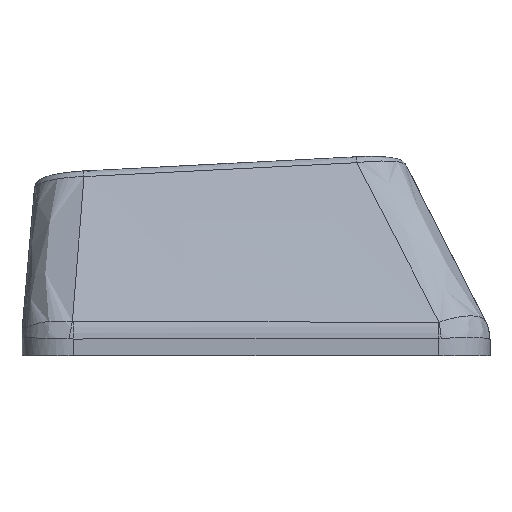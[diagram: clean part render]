
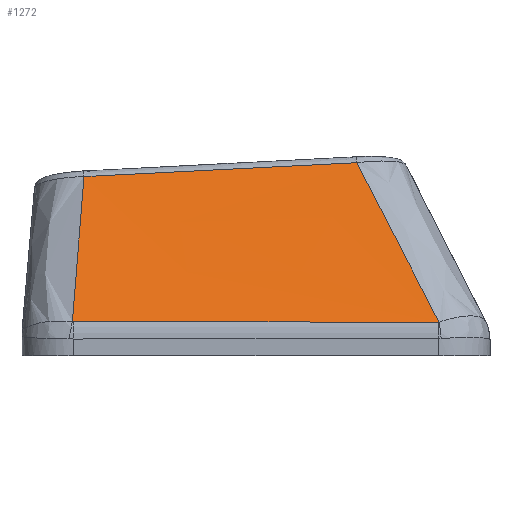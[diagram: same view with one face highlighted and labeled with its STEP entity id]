
A CAD part, left-side view. The second image highlights one B-rep face of the part: STEP entity #1272.
In plain terms, the highlighted free-form (B-spline) face has degree [3, 3] with [4, 4] control points.
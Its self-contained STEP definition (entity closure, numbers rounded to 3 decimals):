
#113=B_SPLINE_SURFACE_WITH_KNOTS('',3,3,((#2604,#2605,#2606,#2607),(#2608,
#2609,#2610,#2611),(#2612,#2613,#2614,#2615),(#2616,#2617,#2618,#2619)),
 .UNSPECIFIED.,.F.,.F.,.F.,(4,4),(4,4),(0.107,0.899),
(0.04,0.956),.UNSPECIFIED.);
#157=FACE_OUTER_BOUND('',#232,.T.);
#232=EDGE_LOOP('',(#986,#987,#988,#989,#990,#991));
#424=B_SPLINE_CURVE_WITH_KNOTS('',3,(#1977,#1978,#1979,#1980),
 .UNSPECIFIED.,.F.,.F.,(4,4),(0.,0.003),
 .UNSPECIFIED.);
#425=B_SPLINE_CURVE_WITH_KNOTS('',3,(#1998,#1999,#2000,#2001),
 .UNSPECIFIED.,.F.,.F.,(4,4),(-1.416,0.),.UNSPECIFIED.);
#428=B_SPLINE_CURVE_WITH_KNOTS('',3,(#2031,#2032,#2033,#2034),
 .UNSPECIFIED.,.F.,.F.,(4,4),(0.,0.004),.UNSPECIFIED.);
#439=B_SPLINE_CURVE_WITH_KNOTS('',3,(#2262,#2263,#2264,#2265),
 .UNSPECIFIED.,.F.,.F.,(4,4),(0.033,0.785),
 .UNSPECIFIED.);
#453=B_SPLINE_CURVE_WITH_KNOTS('',3,(#2534,#2535,#2536,#2537),
 .UNSPECIFIED.,.F.,.F.,(4,4),(0.,1.059),.UNSPECIFIED.);
#458=B_SPLINE_CURVE_WITH_KNOTS('',3,(#2620,#2621,#2622,#2623),
 .UNSPECIFIED.,.F.,.F.,(4,4),(-0.661,-0.029),
 .UNSPECIFIED.);
#535=VERTEX_POINT('',#1939);
#537=VERTEX_POINT('',#1970);
#539=VERTEX_POINT('',#1997);
#541=VERTEX_POINT('',#2024);
#557=VERTEX_POINT('',#2255);
#569=VERTEX_POINT('',#2532);
#677=EDGE_CURVE('',#535,#537,#424,.T.);
#678=EDGE_CURVE('',#537,#539,#425,.T.);
#683=EDGE_CURVE('',#539,#541,#428,.T.);
#709=EDGE_CURVE('',#557,#535,#439,.T.);
#730=EDGE_CURVE('',#569,#557,#453,.T.);
#736=EDGE_CURVE('',#541,#569,#458,.T.);
#986=ORIENTED_EDGE('',*,*,#677,.F.);
#987=ORIENTED_EDGE('',*,*,#709,.F.);
#988=ORIENTED_EDGE('',*,*,#730,.F.);
#989=ORIENTED_EDGE('',*,*,#736,.F.);
#990=ORIENTED_EDGE('',*,*,#683,.F.);
#991=ORIENTED_EDGE('',*,*,#678,.F.);
#1272=ADVANCED_FACE('',(#157),#113,.F.);
#1939=CARTESIAN_POINT('',(-13.706,-7.107,0.299));
#1970=CARTESIAN_POINT('',(-13.706,-7.079,0.298));
#1977=CARTESIAN_POINT('Ctrl Pts',(-13.706,-7.107,0.299));
#1978=CARTESIAN_POINT('Ctrl Pts',(-13.706,-7.098,0.298));
#1979=CARTESIAN_POINT('Ctrl Pts',(-13.706,-7.088,0.298));
#1980=CARTESIAN_POINT('Ctrl Pts',(-13.706,-7.079,0.298));
#1997=CARTESIAN_POINT('',(-13.683,7.082,0.318));
#1998=CARTESIAN_POINT('Ctrl Pts',(-13.706,-7.079,0.298));
#1999=CARTESIAN_POINT('Ctrl Pts',(-13.699,-2.359,0.304));
#2000=CARTESIAN_POINT('Ctrl Pts',(-13.692,2.361,0.311));
#2001=CARTESIAN_POINT('Ctrl Pts',(-13.683,7.082,0.318));
#2024=CARTESIAN_POINT('',(-13.681,7.125,0.322));
#2031=CARTESIAN_POINT('Ctrl Pts',(-13.683,7.082,0.318));
#2032=CARTESIAN_POINT('Ctrl Pts',(-13.683,7.096,0.318));
#2033=CARTESIAN_POINT('Ctrl Pts',(-13.683,7.111,0.319));
#2034=CARTESIAN_POINT('Ctrl Pts',(-13.681,7.125,0.322));
#2255=CARTESIAN_POINT('',(-10.856,-3.904,6.486));
#2262=CARTESIAN_POINT('Ctrl Pts',(-10.856,-3.904,6.486));
#2263=CARTESIAN_POINT('Ctrl Pts',(-11.809,-4.974,4.426));
#2264=CARTESIAN_POINT('Ctrl Pts',(-12.758,-6.041,2.363));
#2265=CARTESIAN_POINT('Ctrl Pts',(-13.706,-7.107,0.299));
#2532=CARTESIAN_POINT('',(-10.862,6.675,5.948));
#2534=CARTESIAN_POINT('Ctrl Pts',(-10.862,6.675,5.948));
#2535=CARTESIAN_POINT('Ctrl Pts',(-10.86,3.149,6.127));
#2536=CARTESIAN_POINT('Ctrl Pts',(-10.858,-0.378,
6.306));
#2537=CARTESIAN_POINT('Ctrl Pts',(-10.856,-3.904,6.486));
#2604=CARTESIAN_POINT('Ctrl Pts',(-10.856,7.033,5.942));
#2605=CARTESIAN_POINT('Ctrl Pts',(-11.806,7.064,4.052));
#2606=CARTESIAN_POINT('Ctrl Pts',(-12.756,7.095,2.162));
#2607=CARTESIAN_POINT('Ctrl Pts',(-13.706,7.126,0.272));
#2608=CARTESIAN_POINT('Ctrl Pts',(-10.856,3.262,6.13));
#2609=CARTESIAN_POINT('Ctrl Pts',(-11.806,2.969,4.18));
#2610=CARTESIAN_POINT('Ctrl Pts',(-12.756,2.675,2.23));
#2611=CARTESIAN_POINT('Ctrl Pts',(-13.706,2.382,0.28));
#2612=CARTESIAN_POINT('Ctrl Pts',(-10.856,-0.508,
6.317));
#2613=CARTESIAN_POINT('Ctrl Pts',(-11.806,-1.127,4.308));
#2614=CARTESIAN_POINT('Ctrl Pts',(-12.756,-1.745,2.298));
#2615=CARTESIAN_POINT('Ctrl Pts',(-13.706,-2.363,0.289));
#2616=CARTESIAN_POINT('Ctrl Pts',(-10.856,-4.279,6.505));
#2617=CARTESIAN_POINT('Ctrl Pts',(-11.806,-5.222,4.436));
#2618=CARTESIAN_POINT('Ctrl Pts',(-12.756,-6.164,2.367));
#2619=CARTESIAN_POINT('Ctrl Pts',(-13.706,-7.107,0.298));
#2620=CARTESIAN_POINT('Ctrl Pts',(-13.681,7.125,0.322));
#2621=CARTESIAN_POINT('Ctrl Pts',(-12.739,6.973,2.196));
#2622=CARTESIAN_POINT('Ctrl Pts',(-11.799,6.822,4.072));
#2623=CARTESIAN_POINT('Ctrl Pts',(-10.862,6.675,5.948));
